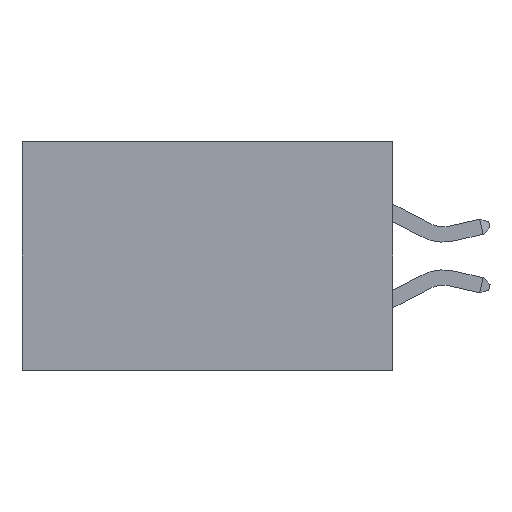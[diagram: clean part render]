
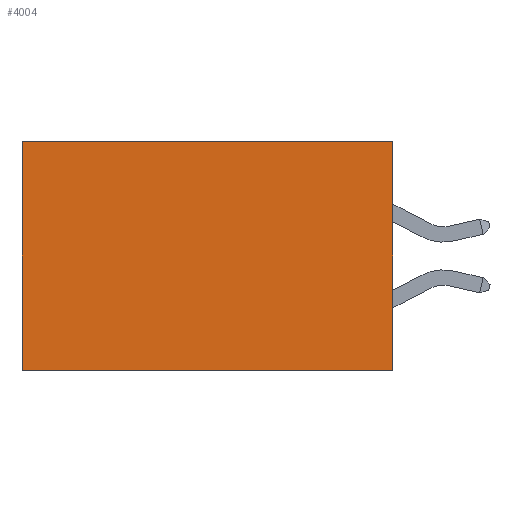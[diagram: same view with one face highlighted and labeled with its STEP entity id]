
A CAD part, left-side view. The second image highlights one B-rep face of the part: STEP entity #4004.
In plain terms, the highlighted planar face has unit normal (-1, 0, 0).
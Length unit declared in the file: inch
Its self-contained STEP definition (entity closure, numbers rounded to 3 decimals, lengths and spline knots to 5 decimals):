
#395 = LINE ( 'NONE', #766, #17079 ) ;
#766 = CARTESIAN_POINT ( 'NONE',  ( 0.2875, 0.6, 0. ) ) ;
#998 = DIRECTION ( 'NONE',  ( 0., 0., -1. ) ) ;
#1652 = VERTEX_POINT ( 'NONE', #2752 ) ;
#2651 = VECTOR ( 'NONE', #20626, 39.37008 ) ;
#2752 = CARTESIAN_POINT ( 'NONE',  ( 0.2875, 0., 0. ) ) ;
#3096 = CARTESIAN_POINT ( 'NONE',  ( 0.2875, 0., -0.37 ) ) ;
#4004 = ADVANCED_FACE ( 'NONE', ( #19821 ), #12327, .F. ) ;
#4265 = VERTEX_POINT ( 'NONE', #9775 ) ;
#6904 = VECTOR ( 'NONE', #10385, 39.37008 ) ;
#8557 = AXIS2_PLACEMENT_3D ( 'NONE', #14112, #23277, #19900 ) ;
#8657 = EDGE_CURVE ( 'NONE', #4265, #9128, #395, .T. ) ;
#8717 = EDGE_LOOP ( 'NONE', ( #21752, #9277, #17830, #18706 ) ) ;
#8764 = DIRECTION ( 'NONE',  ( 0., 1., 0. ) ) ;
#9128 = VERTEX_POINT ( 'NONE', #11663 ) ;
#9277 = ORIENTED_EDGE ( 'NONE', *, *, #10445, .F. ) ;
#9556 = CARTESIAN_POINT ( 'NONE',  ( 0.2875, 0., 0. ) ) ;
#9775 = CARTESIAN_POINT ( 'NONE',  ( 0.2875, 0.6, 0. ) ) ;
#9834 = VERTEX_POINT ( 'NONE', #15559 ) ;
#10385 = DIRECTION ( 'NONE',  ( 0., 1., 0. ) ) ;
#10445 = EDGE_CURVE ( 'NONE', #9834, #9128, #17306, .T. ) ;
#11004 = EDGE_CURVE ( 'NONE', #1652, #4265, #21590, .T. ) ;
#11663 = CARTESIAN_POINT ( 'NONE',  ( 0.2875, 0.6, -0.37 ) ) ;
#12327 = PLANE ( 'NONE',  #8557 ) ;
#12462 = LINE ( 'NONE', #9556, #2651 ) ;
#14112 = CARTESIAN_POINT ( 'NONE',  ( 0.2875, 0., 0. ) ) ;
#14481 = VECTOR ( 'NONE', #8764, 39.37008 ) ;
#15559 = CARTESIAN_POINT ( 'NONE',  ( 0.2875, 0., -0.37 ) ) ;
#15972 = CARTESIAN_POINT ( 'NONE',  ( 0.2875, 0., 0. ) ) ;
#17079 = VECTOR ( 'NONE', #998, 39.37008 ) ;
#17306 = LINE ( 'NONE', #3096, #14481 ) ;
#17830 = ORIENTED_EDGE ( 'NONE', *, *, #20914, .F. ) ;
#18706 = ORIENTED_EDGE ( 'NONE', *, *, #11004, .T. ) ;
#19821 = FACE_OUTER_BOUND ( 'NONE', #8717, .T. ) ;
#19900 = DIRECTION ( 'NONE',  ( 0., 0., -1. ) ) ;
#20626 = DIRECTION ( 'NONE',  ( 0., 0., -1. ) ) ;
#20914 = EDGE_CURVE ( 'NONE', #1652, #9834, #12462, .T. ) ;
#21590 = LINE ( 'NONE', #15972, #6904 ) ;
#21752 = ORIENTED_EDGE ( 'NONE', *, *, #8657, .T. ) ;
#23277 = DIRECTION ( 'NONE',  ( 1., 0., 0. ) ) ;
